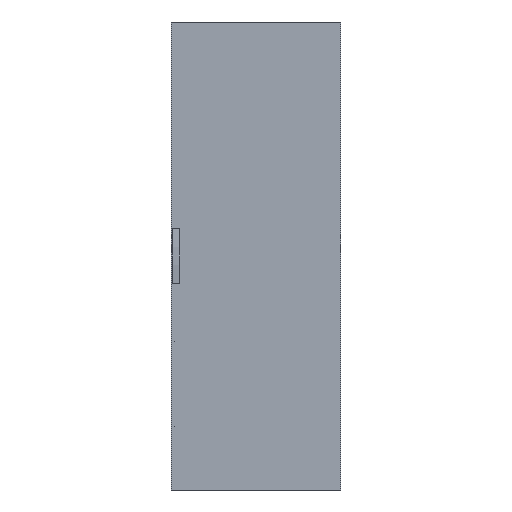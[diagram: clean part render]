
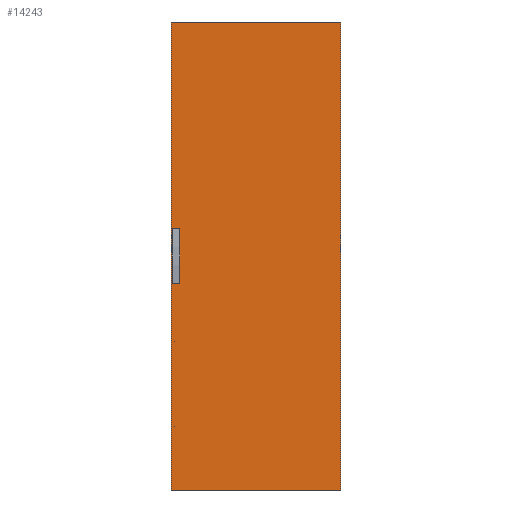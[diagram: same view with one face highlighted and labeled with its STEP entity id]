
A CAD part, front view. The second image highlights one B-rep face of the part: STEP entity #14243.
In plain terms, the highlighted planar face has unit normal (0, -1, 0).
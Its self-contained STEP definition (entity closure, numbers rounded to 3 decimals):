
#289 = VERTEX_POINT ( 'NONE', #17973 ) ;
#327 = VECTOR ( 'NONE', #5234, 1000. ) ;
#729 = CARTESIAN_POINT ( 'NONE',  ( 0., -2., 0. ) ) ;
#822 = DIRECTION ( 'NONE',  ( 1., 0., 0. ) ) ;
#1074 = DIRECTION ( 'NONE',  ( 0., 0., 1. ) ) ;
#1367 = VERTEX_POINT ( 'NONE', #10445 ) ;
#1463 = VERTEX_POINT ( 'NONE', #7883 ) ;
#1916 = CARTESIAN_POINT ( 'NONE',  ( 396., -2., 1092. ) ) ;
#2016 = DIRECTION ( 'NONE',  ( 0., 0., 1. ) ) ;
#2776 = EDGE_CURVE ( 'NONE', #1463, #1367, #17646, .T. ) ;
#3041 = CARTESIAN_POINT ( 'NONE',  ( -357., -2., -130. ) ) ;
#3210 = LINE ( 'NONE', #4572, #6632 ) ;
#3340 = CARTESIAN_POINT ( 'NONE',  ( 396., -2., 7632.989 ) ) ;
#3355 = ORIENTED_EDGE ( 'NONE', *, *, #4019, .F. ) ;
#3539 = VECTOR ( 'NONE', #11383, 1000. ) ;
#3588 = VERTEX_POINT ( 'NONE', #17136 ) ;
#4019 = EDGE_CURVE ( 'NONE', #14886, #14886, #17301, .T. ) ;
#4032 = VERTEX_POINT ( 'NONE', #1916 ) ;
#4186 = DIRECTION ( 'NONE',  ( -1., 0., 0. ) ) ;
#4572 = CARTESIAN_POINT ( 'NONE',  ( 2760.989, -2., -1092. ) ) ;
#5234 = DIRECTION ( 'NONE',  ( 1., 0., 0. ) ) ;
#5241 = FACE_BOUND ( 'NONE', #14796, .T. ) ;
#5416 = EDGE_CURVE ( 'NONE', #12306, #1463, #7435, .T. ) ;
#5432 = EDGE_LOOP ( 'NONE', ( #3355 ) ) ;
#5958 = VERTEX_POINT ( 'NONE', #10128 ) ;
#6546 = DIRECTION ( 'NONE',  ( 0., 0., 1. ) ) ;
#6632 = VECTOR ( 'NONE', #10601, 1000. ) ;
#6833 = LINE ( 'NONE', #15532, #3539 ) ;
#6959 = ORIENTED_EDGE ( 'NONE', *, *, #5416, .T. ) ;
#7375 = EDGE_CURVE ( 'NONE', #3588, #289, #3210, .T. ) ;
#7435 = LINE ( 'NONE', #16432, #8995 ) ;
#7490 = EDGE_LOOP ( 'NONE', ( #13872 ) ) ;
#7515 = AXIS2_PLACEMENT_3D ( 'NONE', #729, #11074, #822 ) ;
#7776 = CARTESIAN_POINT ( 'NONE',  ( -379.5, -2., -793.5 ) ) ;
#7883 = CARTESIAN_POINT ( 'NONE',  ( -391., -2., -130. ) ) ;
#7982 = DIRECTION ( 'NONE',  ( 0., 0., -1. ) ) ;
#8109 = FACE_BOUND ( 'NONE', #7490, .T. ) ;
#8712 = ORIENTED_EDGE ( 'NONE', *, *, #9041, .F. ) ;
#8744 = ORIENTED_EDGE ( 'NONE', *, *, #13277, .F. ) ;
#8995 = VECTOR ( 'NONE', #4186, 1000. ) ;
#9041 = EDGE_CURVE ( 'NONE', #289, #18207, #6833, .T. ) ;
#9065 = EDGE_CURVE ( 'NONE', #12306, #5958, #17206, .T. ) ;
#9181 = CARTESIAN_POINT ( 'NONE',  ( -357., -2., 130. ) ) ;
#9278 = LINE ( 'NONE', #9181, #19475 ) ;
#9602 = CARTESIAN_POINT ( 'NONE',  ( -357., -2., -130. ) ) ;
#9707 = ORIENTED_EDGE ( 'NONE', *, *, #9065, .F. ) ;
#9786 = PLANE ( 'NONE',  #7515 ) ;
#10128 = CARTESIAN_POINT ( 'NONE',  ( -357., -2., 130. ) ) ;
#10312 = VECTOR ( 'NONE', #1074, 1000. ) ;
#10445 = CARTESIAN_POINT ( 'NONE',  ( -391., -2., 130. ) ) ;
#10582 = CARTESIAN_POINT ( 'NONE',  ( -379.5, -2., -398.5 ) ) ;
#10601 = DIRECTION ( 'NONE',  ( -1., 0., 0. ) ) ;
#10669 = AXIS2_PLACEMENT_3D ( 'NONE', #10886, #10984, #6546 ) ;
#10886 = CARTESIAN_POINT ( 'NONE',  ( -379.5, -2., -794. ) ) ;
#10984 = DIRECTION ( 'NONE',  ( 0., -1., 0. ) ) ;
#11074 = DIRECTION ( 'NONE',  ( 0., 1., 0. ) ) ;
#11383 = DIRECTION ( 'NONE',  ( 0., 0., 1. ) ) ;
#11625 = CARTESIAN_POINT ( 'NONE',  ( -391., -2., -130. ) ) ;
#11784 = VERTEX_POINT ( 'NONE', #10582 ) ;
#11917 = EDGE_CURVE ( 'NONE', #5958, #1367, #9278, .T. ) ;
#12133 = CARTESIAN_POINT ( 'NONE',  ( -396., -2., 1092. ) ) ;
#12306 = VERTEX_POINT ( 'NONE', #3041 ) ;
#13277 = EDGE_CURVE ( 'NONE', #18207, #4032, #14509, .T. ) ;
#13471 = EDGE_CURVE ( 'NONE', #4032, #3588, #16973, .T. ) ;
#13872 = ORIENTED_EDGE ( 'NONE', *, *, #14046, .F. ) ;
#14046 = EDGE_CURVE ( 'NONE', #11784, #11784, #16671, .T. ) ;
#14243 = ADVANCED_FACE ( 'NONE', ( #18759, #8109, #15413, #5241 ), #9786, .F. ) ;
#14503 = VECTOR ( 'NONE', #7982, 1000. ) ;
#14509 = LINE ( 'NONE', #18856, #327 ) ;
#14633 = DIRECTION ( 'NONE',  ( 0., 0., 1. ) ) ;
#14726 = CARTESIAN_POINT ( 'NONE',  ( -379.5, -2., -399. ) ) ;
#14796 = EDGE_LOOP ( 'NONE', ( #6959, #19338, #15183, #9707 ) ) ;
#14886 = VERTEX_POINT ( 'NONE', #7776 ) ;
#15183 = ORIENTED_EDGE ( 'NONE', *, *, #11917, .F. ) ;
#15294 = DIRECTION ( 'NONE',  ( -1., 0., 0. ) ) ;
#15413 = FACE_OUTER_BOUND ( 'NONE', #19003, .T. ) ;
#15532 = CARTESIAN_POINT ( 'NONE',  ( -396., -2., -7632.989 ) ) ;
#15819 = VECTOR ( 'NONE', #2016, 1000. ) ;
#16432 = CARTESIAN_POINT ( 'NONE',  ( -357., -2., -130. ) ) ;
#16593 = ORIENTED_EDGE ( 'NONE', *, *, #13471, .F. ) ;
#16671 = CIRCLE ( 'NONE', #18242, 0.5 ) ;
#16973 = LINE ( 'NONE', #3340, #14503 ) ;
#17136 = CARTESIAN_POINT ( 'NONE',  ( 396., -2., -1092. ) ) ;
#17206 = LINE ( 'NONE', #9602, #15819 ) ;
#17301 = CIRCLE ( 'NONE', #10669, 0.5 ) ;
#17646 = LINE ( 'NONE', #11625, #10312 ) ;
#17788 = DIRECTION ( 'NONE',  ( 0., -1., 0. ) ) ;
#17973 = CARTESIAN_POINT ( 'NONE',  ( -396., -2., -1092. ) ) ;
#18207 = VERTEX_POINT ( 'NONE', #12133 ) ;
#18242 = AXIS2_PLACEMENT_3D ( 'NONE', #14726, #17788, #14633 ) ;
#18759 = FACE_BOUND ( 'NONE', #5432, .T. ) ;
#18844 = ORIENTED_EDGE ( 'NONE', *, *, #7375, .F. ) ;
#18856 = CARTESIAN_POINT ( 'NONE',  ( -2760.989, -2., 1092. ) ) ;
#19003 = EDGE_LOOP ( 'NONE', ( #16593, #8744, #8712, #18844 ) ) ;
#19338 = ORIENTED_EDGE ( 'NONE', *, *, #2776, .T. ) ;
#19475 = VECTOR ( 'NONE', #15294, 1000. ) ;
